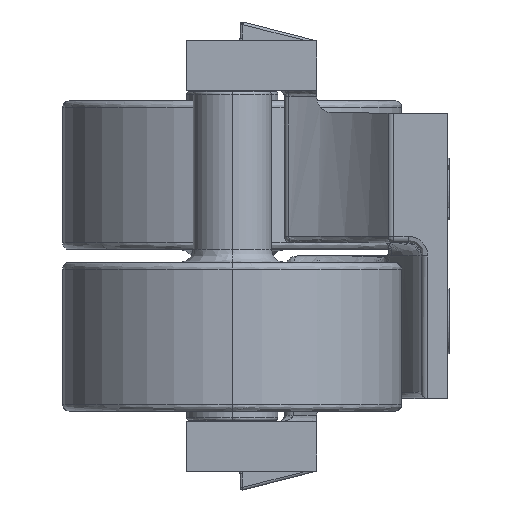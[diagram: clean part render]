
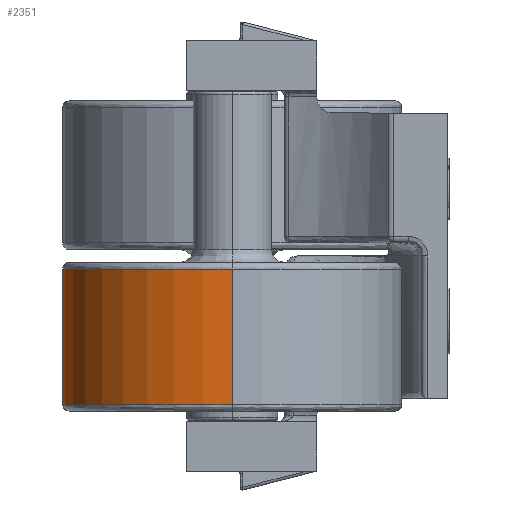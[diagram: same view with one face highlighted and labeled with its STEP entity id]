
A CAD part, left-side view. The second image highlights one B-rep face of the part: STEP entity #2351.
In plain terms, the highlighted cylindrical face has radius 13 mm (diameter 26 mm), a partial arc.
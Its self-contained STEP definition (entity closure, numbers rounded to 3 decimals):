
#392 = CARTESIAN_POINT ( 'NONE',  ( -29.5, 16.5, -11.4 ) ) ;
#1229 = ORIENTED_EDGE ( 'NONE', *, *, #29006, .T. ) ;
#2305 = ORIENTED_EDGE ( 'NONE', *, *, #33137, .F. ) ;
#2351 = ADVANCED_FACE ( 'NONE', ( #15842 ), #35676, .T. ) ;
#2382 = EDGE_CURVE ( 'NONE', #12377, #23842, #5040, .T. ) ;
#4428 = CARTESIAN_POINT ( 'NONE',  ( -16.5, 16.5, -1. ) ) ;
#5040 = LINE ( 'NONE', #44793, #43467 ) ;
#8565 = AXIS2_PLACEMENT_3D ( 'NONE', #4428, #31278, #8790 ) ;
#8790 = DIRECTION ( 'NONE',  ( -1., 0., 0. ) ) ;
#10233 = DIRECTION ( 'NONE',  ( 0., 0., -1. ) ) ;
#10397 = CARTESIAN_POINT ( 'NONE',  ( -16.5, 16.5, 11.9 ) ) ;
#10959 = VECTOR ( 'NONE', #42156, 1000. ) ;
#12377 = VERTEX_POINT ( 'NONE', #37405 ) ;
#13044 = ORIENTED_EDGE ( 'NONE', *, *, #49459, .T. ) ;
#14267 = DIRECTION ( 'NONE',  ( 0., 0., -1. ) ) ;
#14963 = CARTESIAN_POINT ( 'NONE',  ( -16.5, 16.5, -11.4 ) ) ;
#15842 = FACE_OUTER_BOUND ( 'NONE', #47244, .T. ) ;
#18779 = DIRECTION ( 'NONE',  ( 0., 0., 1. ) ) ;
#19739 = VERTEX_POINT ( 'NONE', #23009 ) ;
#23009 = CARTESIAN_POINT ( 'NONE',  ( -29.5, 16.5, -1. ) ) ;
#23842 = VERTEX_POINT ( 'NONE', #35887 ) ;
#24458 = CIRCLE ( 'NONE', #8565, 13. ) ;
#29006 = EDGE_CURVE ( 'NONE', #19739, #12377, #24458, .T. ) ;
#31278 = DIRECTION ( 'NONE',  ( 0., 0., -1. ) ) ;
#33137 = EDGE_CURVE ( 'NONE', #19739, #48728, #40945, .T. ) ;
#35676 = CYLINDRICAL_SURFACE ( 'NONE', #46050, 13. ) ;
#35887 = CARTESIAN_POINT ( 'NONE',  ( -3.5, 16.5, -11.4 ) ) ;
#37358 = AXIS2_PLACEMENT_3D ( 'NONE', #14963, #18779, #42140 ) ;
#37405 = CARTESIAN_POINT ( 'NONE',  ( -3.5, 16.5, -1. ) ) ;
#37819 = ORIENTED_EDGE ( 'NONE', *, *, #2382, .T. ) ;
#38278 = CIRCLE ( 'NONE', #37358, 13. ) ;
#38586 = CARTESIAN_POINT ( 'NONE',  ( -29.5, 16.5, 11.9 ) ) ;
#40933 = DIRECTION ( 'NONE',  ( -1., 0., 0. ) ) ;
#40945 = LINE ( 'NONE', #38586, #10959 ) ;
#42140 = DIRECTION ( 'NONE',  ( -1., 0., 0. ) ) ;
#42156 = DIRECTION ( 'NONE',  ( 0., 0., -1. ) ) ;
#43467 = VECTOR ( 'NONE', #14267, 1000. ) ;
#44793 = CARTESIAN_POINT ( 'NONE',  ( -3.5, 16.5, 11.9 ) ) ;
#46050 = AXIS2_PLACEMENT_3D ( 'NONE', #10397, #10233, #40933 ) ;
#47244 = EDGE_LOOP ( 'NONE', ( #1229, #37819, #13044, #2305 ) ) ;
#48728 = VERTEX_POINT ( 'NONE', #392 ) ;
#49459 = EDGE_CURVE ( 'NONE', #23842, #48728, #38278, .T. ) ;
